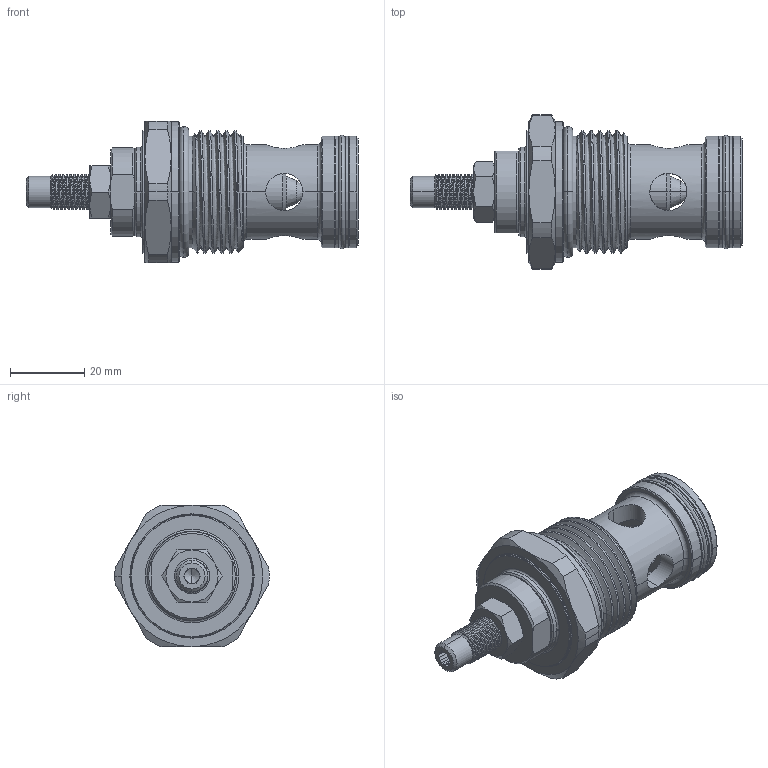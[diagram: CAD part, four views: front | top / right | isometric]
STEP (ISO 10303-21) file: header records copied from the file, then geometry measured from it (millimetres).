
FILE_DESCRIPTION (( 'STEP AP203' ), '1' );
FILE_NAME ('NV21E20-L.STEP', '2016-07-05T08:53:16', ( '' ), ( '' ), 'SwSTEP 2.0', 'SolidWorks 2012', '' );
FILE_SCHEMA (( 'CONFIG_CONTROL_DESIGN' ));
Length unit declared in the file: millimetre
Products named in the file (1): NV21E20-L
Bounding box: 89.25 x 41.5 x 38 mm (x, y, z)
Volume: 44103.5 mm3; surface area: 14673.4 mm2
Topology: 5 solids, 5 shells, 225 faces, 546 edges, 337 vertices
Faces by surface type: cylinder 86, cone 64, plane 53, torus 18, bspline 4
Entity records: 12598 total; most frequent: CARTESIAN_POINT 7473, ORIENTED_EDGE 1088, DIRECTION 1034, EDGE_CURVE 544, AXIS2_PLACEMENT_3D 425, VERTEX_POINT 337, EDGE_LOOP 249, FACE_OUTER_BOUND 225
